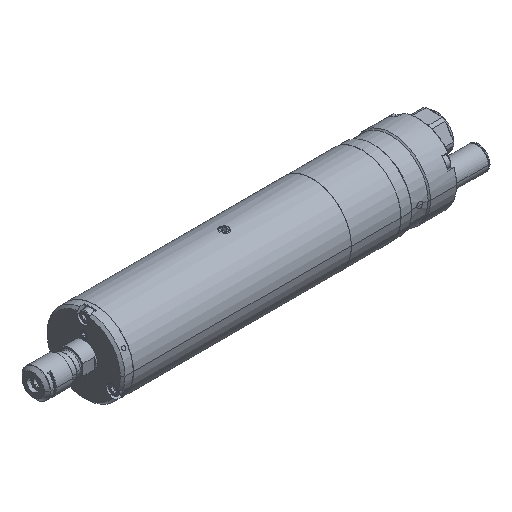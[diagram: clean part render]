
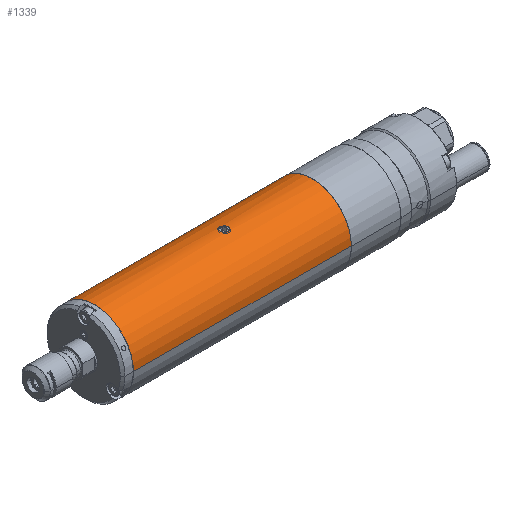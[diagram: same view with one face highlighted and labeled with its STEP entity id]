
A CAD part, isometric view. The second image highlights one B-rep face of the part: STEP entity #1339.
In plain terms, the highlighted cylindrical face has radius 16.5 mm (diameter 33 mm), a partial arc.
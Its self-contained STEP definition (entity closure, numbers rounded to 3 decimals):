
#1123 = VERTEX_POINT ( 'NONE', #6043 ) ;
#1124 = VERTEX_POINT ( 'NONE', #6088 ) ;
#1131 = VERTEX_POINT ( 'NONE', #6073 ) ;
#1134 = VERTEX_POINT ( 'NONE', #6078 ) ;
#1136 = EDGE_CURVE ( 'NONE', #1131, #1134, #6048, .T. ) ;
#1139 = EDGE_CURVE ( 'NONE', #1143, #1142, #5897, .T. ) ;
#1142 = VERTEX_POINT ( 'NONE', #5898 ) ;
#1143 = VERTEX_POINT ( 'NONE', #6027 ) ;
#1337 = EDGE_CURVE ( 'NONE', #1123, #1131, #6144, .T. ) ;
#1338 = ORIENTED_EDGE ( 'NONE', *, *, #1337, .T. ) ;
#1339 = ADVANCED_FACE ( 'NONE', ( #6232, #6227 ), #6233, .T. ) ;
#1340 = ORIENTED_EDGE ( 'NONE', *, *, #1445, .F. ) ;
#1352 = EDGE_CURVE ( 'NONE', #1142, #1143, #6536, .T. ) ;
#1353 = EDGE_CURVE ( 'NONE', #1124, #1134, #6537, .T. ) ;
#1415 = EDGE_LOOP ( 'NONE', ( #1340, #1338, #1434, #1417 ) ) ;
#1417 = ORIENTED_EDGE ( 'NONE', *, *, #1353, .F. ) ;
#1425 = ORIENTED_EDGE ( 'NONE', *, *, #1139, .F. ) ;
#1434 = ORIENTED_EDGE ( 'NONE', *, *, #1136, .T. ) ;
#1435 = ORIENTED_EDGE ( 'NONE', *, *, #1352, .F. ) ;
#1436 = EDGE_LOOP ( 'NONE', ( #1435, #1425 ) ) ;
#1445 = EDGE_CURVE ( 'NONE', #1123, #1124, #6449, .T. ) ;
#5863 = CARTESIAN_POINT ( 'NONE',  ( 6.574, -14.099, -0.706 ) ) ;
#5864 = CARTESIAN_POINT ( 'NONE',  ( 6.391, -13.976, -0.697 ) ) ;
#5865 = CARTESIAN_POINT ( 'NONE',  ( 6.163, -13.747, -0.683 ) ) ;
#5866 = CARTESIAN_POINT ( 'NONE',  ( 6.093, -13.662, -0.679 ) ) ;
#5867 = CARTESIAN_POINT ( 'NONE',  ( 5.973, -13.483, -0.671 ) ) ;
#5868 = CARTESIAN_POINT ( 'NONE',  ( 5.923, -13.388, -0.668 ) ) ;
#5869 = CARTESIAN_POINT ( 'NONE',  ( 5.84, -13.188, -0.663 ) ) ;
#5870 = CARTESIAN_POINT ( 'NONE',  ( 5.808, -13.083, -0.661 ) ) ;
#5871 = CARTESIAN_POINT ( 'NONE',  ( 5.767, -12.872, -0.66 ) ) ;
#5872 = CARTESIAN_POINT ( 'NONE',  ( 5.756, -12.765, -0.66 ) ) ;
#5873 = CARTESIAN_POINT ( 'NONE',  ( 5.756, -12.547, -0.663 ) ) ;
#5874 = CARTESIAN_POINT ( 'NONE',  ( 5.767, -12.44, -0.666 ) ) ;
#5875 = CARTESIAN_POINT ( 'NONE',  ( 5.809, -12.229, -0.672 ) ) ;
#5876 = CARTESIAN_POINT ( 'NONE',  ( 5.841, -12.124, -0.677 ) ) ;
#5877 = CARTESIAN_POINT ( 'NONE',  ( 5.924, -11.925, -0.687 ) ) ;
#5878 = CARTESIAN_POINT ( 'NONE',  ( 5.975, -11.83, -0.693 ) ) ;
#5879 = CARTESIAN_POINT ( 'NONE',  ( 6.094, -11.651, -0.705 ) ) ;
#5880 = CARTESIAN_POINT ( 'NONE',  ( 6.164, -11.566, -0.712 ) ) ;
#5891 = CARTESIAN_POINT ( 'NONE',  ( 6.392, -11.338, -0.731 ) ) ;
#5892 = CARTESIAN_POINT ( 'NONE',  ( 6.576, -11.216, -0.743 ) ) ;
#5893 = CARTESIAN_POINT ( 'NONE',  ( 6.974, -11.052, -0.761 ) ) ;
#5894 = CARTESIAN_POINT ( 'NONE',  ( 7.191, -11.008, -0.766 ) ) ;
#5895 = CARTESIAN_POINT ( 'NONE',  ( 7.406, -11.008, -0.766 ) ) ;
#5897 = B_SPLINE_CURVE_WITH_KNOTS ( 'NONE', 3,
 ( #5895, #5894, #5893, #5892, #5891, #5880, #5879, #5878, #5877, #5876, #5875, #5874, #5873, #5872, #5871, #5870, #5869, #5868, #5867, #5866, #5865, #5864, #5863, #6035, #6034, #6033 ),
 .UNSPECIFIED., .F., .F.,
 ( 4, 2, 2, 2, 2, 2, 2, 2, 2, 2, 2, 2, 4 ),
 ( 0.005, 0.006, 0.006, 0.007, 0.007, 0.007, 0.008, 0.008, 0.008, 0.009, 0.009, 0.01, 0.01 ),
 .UNSPECIFIED. ) ;
#5898 = CARTESIAN_POINT ( 'NONE',  ( 7.406, -14.308, -0.723 ) ) ;
#6027 = CARTESIAN_POINT ( 'NONE',  ( 7.406, -11.008, -0.766 ) ) ;
#6033 = CARTESIAN_POINT ( 'NONE',  ( 7.406, -14.308, -0.723 ) ) ;
#6034 = CARTESIAN_POINT ( 'NONE',  ( 7.188, -14.308, -0.723 ) ) ;
#6035 = CARTESIAN_POINT ( 'NONE',  ( 6.971, -14.264, -0.719 ) ) ;
#6043 = CARTESIAN_POINT ( 'NONE',  ( -47.594, 3.627, -17.374 ) ) ;
#6045 = DIRECTION ( 'NONE',  ( 1., 0., 0. ) ) ;
#6046 = VECTOR ( 'NONE', #6045, 1000. ) ;
#6047 = CARTESIAN_POINT ( 'NONE',  ( 44.406, -29.37, -16.946 ) ) ;
#6048 = LINE ( 'NONE', #6047, #6046 ) ;
#6073 = CARTESIAN_POINT ( 'NONE',  ( -47.594, -29.37, -16.946 ) ) ;
#6078 = CARTESIAN_POINT ( 'NONE',  ( 44.406, -29.37, -16.946 ) ) ;
#6088 = CARTESIAN_POINT ( 'NONE',  ( 44.406, 3.627, -17.374 ) ) ;
#6133 = CARTESIAN_POINT ( 'NONE',  ( -47.594, -12.871, -17.16 ) ) ;
#6134 = CARTESIAN_POINT ( 'NONE',  ( 44.406, -12.871, -17.16 ) ) ;
#6144 = CIRCLE ( 'NONE', #6146, 16.5 ) ;
#6146 = AXIS2_PLACEMENT_3D ( 'NONE', #6133, #6229, #6225 ) ;
#6224 = DIRECTION ( 'NONE',  ( 1., 0., 0. ) ) ;
#6225 = DIRECTION ( 'NONE',  ( 0., -1., 0.013 ) ) ;
#6226 = AXIS2_PLACEMENT_3D ( 'NONE', #6134, #6224, #6228 ) ;
#6227 = FACE_BOUND ( 'NONE', #1436, .T. ) ;
#6228 = DIRECTION ( 'NONE',  ( 0., -1., 0.013 ) ) ;
#6229 = DIRECTION ( 'NONE',  ( 1., 0., 0. ) ) ;
#6232 = FACE_OUTER_BOUND ( 'NONE', #1415, .T. ) ;
#6233 = CYLINDRICAL_SURFACE ( 'NONE', #6226, 16.5 ) ;
#6431 = CARTESIAN_POINT ( 'NONE',  ( 8.138, -14.141, -0.709 ) ) ;
#6432 = CARTESIAN_POINT ( 'NONE',  ( 7.938, -14.224, -0.716 ) ) ;
#6433 = CARTESIAN_POINT ( 'NONE',  ( 7.833, -14.255, -0.718 ) ) ;
#6434 = CARTESIAN_POINT ( 'NONE',  ( 7.622, -14.297, -0.722 ) ) ;
#6435 = CARTESIAN_POINT ( 'NONE',  ( 44.406, -12.871, -17.16 ) ) ;
#6436 = AXIS2_PLACEMENT_3D ( 'NONE', #6435, #6529, #6521 ) ;
#6439 = DIRECTION ( 'NONE',  ( 1., 0., 0. ) ) ;
#6440 = VECTOR ( 'NONE', #6439, 1000. ) ;
#6448 = CARTESIAN_POINT ( 'NONE',  ( 44.406, 3.627, -17.374 ) ) ;
#6449 = LINE ( 'NONE', #6448, #6440 ) ;
#6521 = DIRECTION ( 'NONE',  ( 0., -1., 0.013 ) ) ;
#6523 = CARTESIAN_POINT ( 'NONE',  ( 7.406, -11.008, -0.766 ) ) ;
#6524 = CARTESIAN_POINT ( 'NONE',  ( 7.514, -11.008, -0.766 ) ) ;
#6525 = CARTESIAN_POINT ( 'NONE',  ( 7.623, -11.019, -0.765 ) ) ;
#6526 = CARTESIAN_POINT ( 'NONE',  ( 7.835, -11.061, -0.76 ) ) ;
#6527 = CARTESIAN_POINT ( 'NONE',  ( 7.515, -14.308, -0.723 ) ) ;
#6528 = CARTESIAN_POINT ( 'NONE',  ( 7.406, -14.308, -0.723 ) ) ;
#6529 = DIRECTION ( 'NONE',  ( 1., 0., 0. ) ) ;
#6530 = CARTESIAN_POINT ( 'NONE',  ( 8.838, -11.83, -0.693 ) ) ;
#6531 = CARTESIAN_POINT ( 'NONE',  ( 8.889, -11.927, -0.687 ) ) ;
#6532 = CARTESIAN_POINT ( 'NONE',  ( 8.972, -12.126, -0.677 ) ) ;
#6533 = CARTESIAN_POINT ( 'NONE',  ( 9.003, -12.229, -0.672 ) ) ;
#6534 = CARTESIAN_POINT ( 'NONE',  ( 9.045, -12.441, -0.666 ) ) ;
#6535 = CARTESIAN_POINT ( 'NONE',  ( 9.056, -12.55, -0.663 ) ) ;
#6536 = B_SPLINE_CURVE_WITH_KNOTS ( 'NONE', 3,
 ( #6528, #6527, #6434, #6433, #6432, #6431, #6551, #6550, #6549, #6548, #6547, #6546, #6545, #6535, #6534, #6533, #6532, #6531, #6530, #6544, #6543, #6542, #6541, #6540, #6539, #6538, #6526, #6525, #6524, #6523 ),
 .UNSPECIFIED., .F., .F.,
 ( 4, 2, 2, 2, 2, 2, 2, 2, 2, 2, 2, 2, 2, 2, 4 ),
 ( 0., 0., 0.001, 0.001, 0.001, 0.002, 0.003, 0.003, 0.003, 0.004, 0.004, 0.004, 0.005, 0.005, 0.005 ),
 .UNSPECIFIED. ) ;
#6537 = CIRCLE ( 'NONE', #6436, 16.5 ) ;
#6538 = CARTESIAN_POINT ( 'NONE',  ( 7.938, -11.093, -0.756 ) ) ;
#6539 = CARTESIAN_POINT ( 'NONE',  ( 8.138, -11.175, -0.748 ) ) ;
#6540 = CARTESIAN_POINT ( 'NONE',  ( 8.234, -11.227, -0.742 ) ) ;
#6541 = CARTESIAN_POINT ( 'NONE',  ( 8.413, -11.346, -0.731 ) ) ;
#6542 = CARTESIAN_POINT ( 'NONE',  ( 8.496, -11.414, -0.725 ) ) ;
#6543 = CARTESIAN_POINT ( 'NONE',  ( 8.65, -11.568, -0.712 ) ) ;
#6544 = CARTESIAN_POINT ( 'NONE',  ( 8.718, -11.652, -0.705 ) ) ;
#6545 = CARTESIAN_POINT ( 'NONE',  ( 9.056, -12.873, -0.659 ) ) ;
#6546 = CARTESIAN_POINT ( 'NONE',  ( 9.013, -13.09, -0.661 ) ) ;
#6547 = CARTESIAN_POINT ( 'NONE',  ( 8.848, -13.488, -0.671 ) ) ;
#6548 = CARTESIAN_POINT ( 'NONE',  ( 8.725, -13.672, -0.679 ) ) ;
#6549 = CARTESIAN_POINT ( 'NONE',  ( 8.497, -13.9, -0.692 ) ) ;
#6550 = CARTESIAN_POINT ( 'NONE',  ( 8.412, -13.97, -0.697 ) ) ;
#6551 = CARTESIAN_POINT ( 'NONE',  ( 8.233, -14.09, -0.705 ) ) ;
